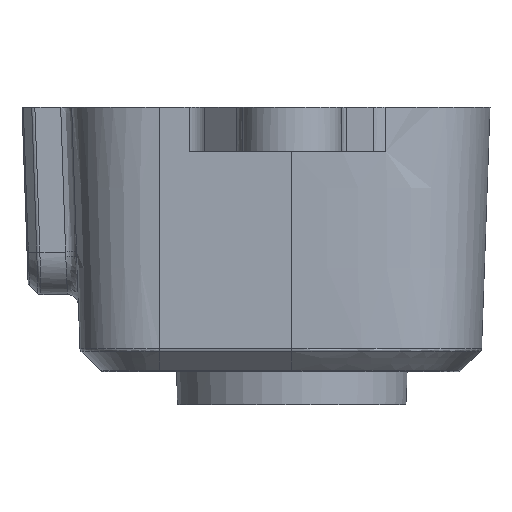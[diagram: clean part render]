
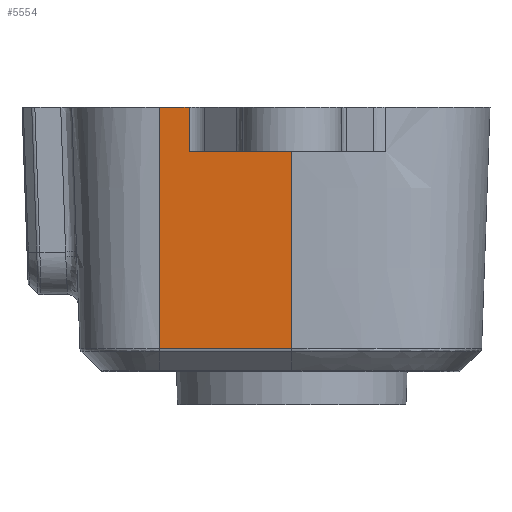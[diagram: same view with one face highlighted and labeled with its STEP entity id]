
A CAD part, left-side view. The second image highlights one B-rep face of the part: STEP entity #5554.
In plain terms, the highlighted planar face has unit normal (-0.999, 0, -0.035).
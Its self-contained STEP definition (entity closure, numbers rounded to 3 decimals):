
#1152=DIRECTION('',(0.,1.,0.));
#1153=VECTOR('',#1152,4.664);
#1154=CARTESIAN_POINT('',(-13.18,-1.,11.5));
#1155=LINE('',#1154,#1153);
#1359=DIRECTION('',(0.,-1.,0.));
#1360=VECTOR('',#1359,1.336);
#1361=CARTESIAN_POINT('',(-13.25,5.,13.5));
#1362=LINE('',#1361,#1360);
#1366=CARTESIAN_POINT('',(-13.25,5.,13.5));
#1807=CARTESIAN_POINT('',(-12.867,5.,2.546));
#1849=DIRECTION('',(0.035,0.,-0.999));
#1850=VECTOR('',#1849,2.001);
#1851=CARTESIAN_POINT('',(-13.25,3.664,13.5));
#1852=LINE('',#1851,#1850);
#1856=DIRECTION('',(-0.035,0.,0.999));
#1857=VECTOR('',#1856,8.96);
#1858=CARTESIAN_POINT('',(-12.867,-1.,
2.546));
#1859=LINE('',#1858,#1857);
#1863=DIRECTION('',(0.,-1.,0.));
#1864=VECTOR('',#1863,6.);
#1865=CARTESIAN_POINT('',(-12.867,5.,2.546));
#1866=LINE('',#1865,#1864);
#1870=DIRECTION('',(0.035,0.,-0.999));
#1871=VECTOR('',#1870,10.961);
#1872=CARTESIAN_POINT('',(-13.25,5.,13.5));
#1873=LINE('',#1872,#1871);
#3309=VERTEX_POINT('',#1366);
#3373=VERTEX_POINT('',#1807);
#3375=CARTESIAN_POINT('',(-12.867,-1.,
2.546));
#3376=VERTEX_POINT('',#3375);
#3379=CARTESIAN_POINT('',(-13.18,-1.,11.5));
#3380=VERTEX_POINT('',#3379);
#3383=CARTESIAN_POINT('',(-13.25,3.664,13.5));
#3384=CARTESIAN_POINT('',(-13.18,3.664,11.5));
#3385=VERTEX_POINT('',#3383);
#3386=VERTEX_POINT('',#3384);
#5540=CARTESIAN_POINT('',(-13.25,12.709,13.5));
#5541=DIRECTION('',(-0.999,0.,-0.035));
#5542=DIRECTION('',(0.,-1.,0.));
#5543=AXIS2_PLACEMENT_3D('',#5540,#5541,#5542);
#5544=PLANE('',#5543);
#5546=ORIENTED_EDGE('',*,*,#5545,.T.);
#5547=ORIENTED_EDGE('',*,*,#4976,.F.);
#5548=ORIENTED_EDGE('',*,*,#4919,.F.);
#5549=ORIENTED_EDGE('',*,*,#5531,.F.);
#5550=ORIENTED_EDGE('',*,*,#5423,.F.);
#5551=ORIENTED_EDGE('',*,*,#5088,.T.);
#5552=EDGE_LOOP('',(#5546,#5547,#5548,#5549,#5550,#5551));
#5553=FACE_OUTER_BOUND('',#5552,.F.);
#5554=ADVANCED_FACE('',(#5553),#5544,.T.);
#4919=EDGE_CURVE('',#3376,#3380,#1859,.T.);
#4976=EDGE_CURVE('',#3380,#3386,#1155,.T.);
#5088=EDGE_CURVE('',#3309,#3385,#1362,.T.);
#5423=EDGE_CURVE('',#3309,#3373,#1873,.T.);
#5531=EDGE_CURVE('',#3373,#3376,#1866,.T.);
#5545=EDGE_CURVE('',#3385,#3386,#1852,.T.);
